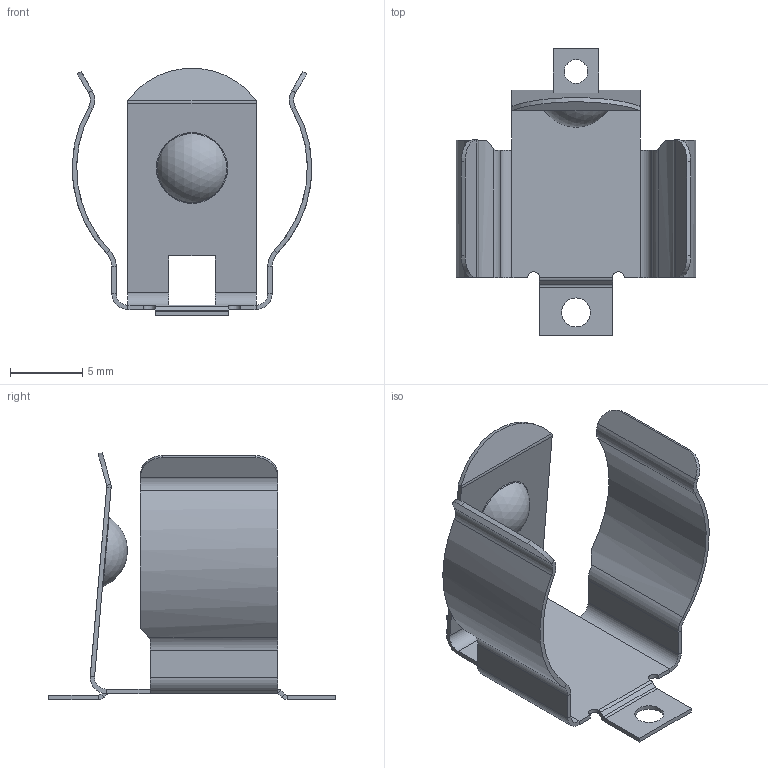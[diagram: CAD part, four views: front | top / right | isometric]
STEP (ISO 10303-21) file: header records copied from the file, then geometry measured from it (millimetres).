
FILE_DESCRIPTION(/* description */ ('STEP AP214'),/* implementation_level */ '2;1');
FILE_NAME(/* name */ 'Keystone - 254.step',/* time_stamp */ '2024-11-08T22:09:53Z',/* author */ (''),/* organization */ (''),/* preprocessor_version */ 'ST-DEVELOPER v20',/* originating_system */ 'Autodesk Translation Framework v13.20.0.188',/* authorisation */ '');
FILE_SCHEMA (('AUTOMOTIVE_DESIGN { 1 0 10303 214 3 1 1 }'));
Length unit declared in the file: inch
Products named in the file (1): 254
Bounding box: 16.61 x 19.88 x 17.13 mm (x, y, z)
Volume: 185.6 mm3; surface area: 1275.6 mm2
Topology: 1 solids, 1 shells, 133 faces, 291 edges, 160 vertices
Faces by surface type: plane 85, cylinder 39, bspline 5, sphere 2, torus 2
Full cylindrical faces by diameter (mm): 1.626 x1, 2.007 x1
Entity records: 3631 total; most frequent: CARTESIAN_POINT 695, DIRECTION 617, ORIENTED_EDGE 582, EDGE_CURVE 291, AXIS2_PLACEMENT_3D 211, LINE 195, VECTOR 195, VERTEX_POINT 160
